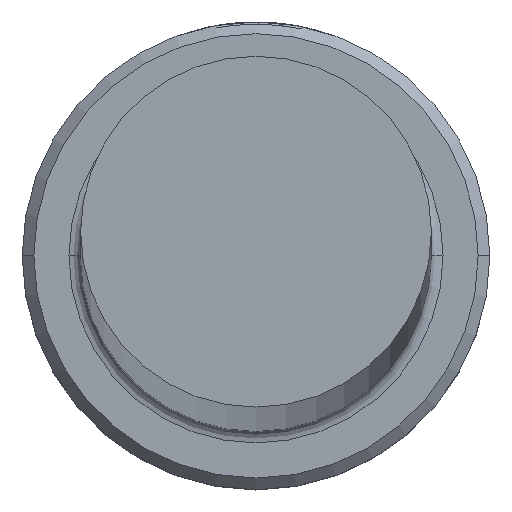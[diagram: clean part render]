
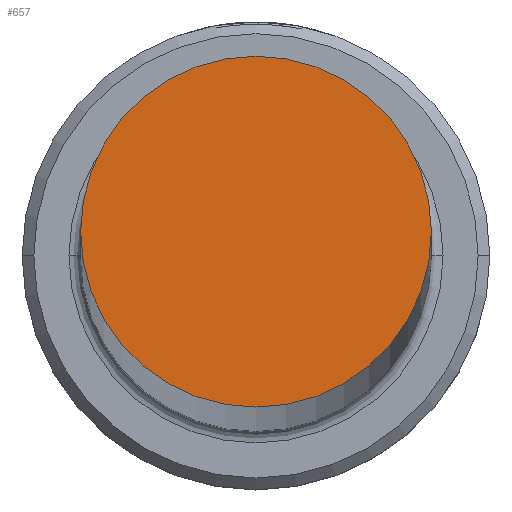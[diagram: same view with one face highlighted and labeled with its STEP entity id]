
A CAD part, top view. The second image highlights one B-rep face of the part: STEP entity #657.
In plain terms, the highlighted planar face has unit normal (0, 0, 1).
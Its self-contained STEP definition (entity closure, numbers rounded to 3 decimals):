
#50 = DIRECTION ( 'NONE',  ( 0., 0., 1. ) ) ;
#64 = VERTEX_POINT ( 'NONE', #1044 ) ;
#135 = AXIS2_PLACEMENT_3D ( 'NONE', #703, #145, #798 ) ;
#137 = PLANE ( 'NONE',  #135 ) ;
#144 = EDGE_LOOP ( 'NONE', ( #264, #464 ) ) ;
#145 = DIRECTION ( 'NONE',  ( 0., 0., 1. ) ) ;
#186 = EDGE_CURVE ( 'NONE', #603, #64, #254, .T. ) ;
#254 = CIRCLE ( 'NONE', #1051, 7.5 ) ;
#264 = ORIENTED_EDGE ( 'NONE', *, *, #621, .T. ) ;
#464 = ORIENTED_EDGE ( 'NONE', *, *, #186, .T. ) ;
#603 = VERTEX_POINT ( 'NONE', #884 ) ;
#606 = CARTESIAN_POINT ( 'NONE',  ( 0., 0., 600. ) ) ;
#621 = EDGE_CURVE ( 'NONE', #64, #603, #643, .T. ) ;
#643 = CIRCLE ( 'NONE', #972, 7.5 ) ;
#651 = DIRECTION ( 'NONE',  ( 1., 0., 0. ) ) ;
#657 = ADVANCED_FACE ( 'NONE', ( #1053 ), #137, .T. ) ;
#700 = DIRECTION ( 'NONE',  ( 1., 0., 0. ) ) ;
#703 = CARTESIAN_POINT ( 'NONE',  ( 0., 0., 600. ) ) ;
#741 = DIRECTION ( 'NONE',  ( 0., 0., 1. ) ) ;
#798 = DIRECTION ( 'NONE',  ( 1., 0., 0. ) ) ;
#884 = CARTESIAN_POINT ( 'NONE',  ( 7.5, 0., 600. ) ) ;
#917 = CARTESIAN_POINT ( 'NONE',  ( 0., 0., 600. ) ) ;
#972 = AXIS2_PLACEMENT_3D ( 'NONE', #606, #50, #700 ) ;
#1044 = CARTESIAN_POINT ( 'NONE',  ( -7.5, 0., 600. ) ) ;
#1051 = AXIS2_PLACEMENT_3D ( 'NONE', #917, #741, #651 ) ;
#1053 = FACE_OUTER_BOUND ( 'NONE', #144, .T. ) ;
